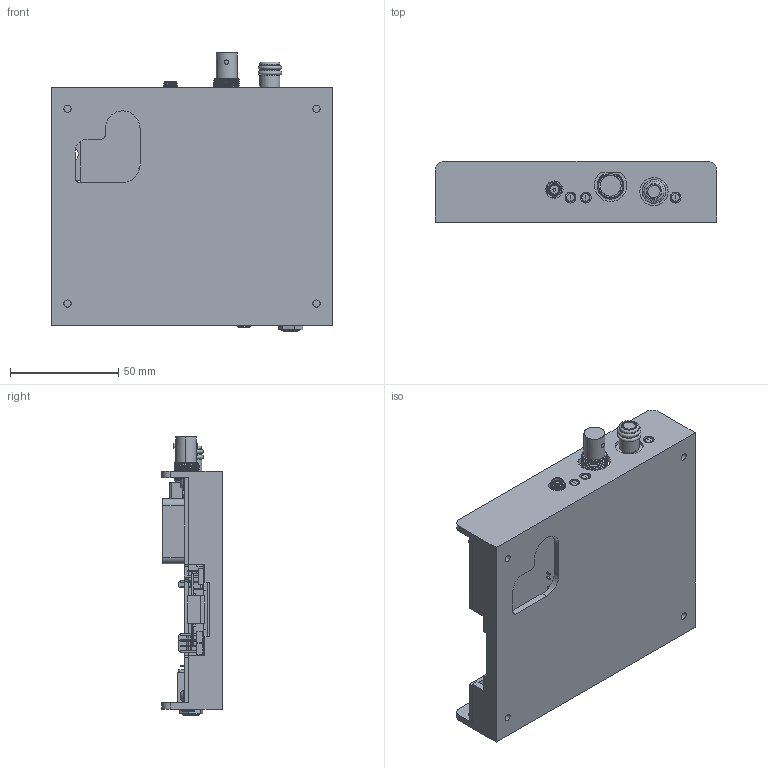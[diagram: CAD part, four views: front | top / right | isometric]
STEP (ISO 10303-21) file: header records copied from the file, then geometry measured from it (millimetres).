
FILE_DESCRIPTION (( 'STEP AP203' ), '1' );
FILE_NAME ('CCS_v3-Butterfly.STEP', '2023-08-09T13:27:43', ( '' ), ( '' ), 'SwSTEP 2.0', 'SolidWorks 2021', '' );
FILE_SCHEMA (( 'CONFIG_CONTROL_DESIGN' ));
Length unit declared in the file: millimetre
Products named in the file (1): CCS_v3-Butterfly
Bounding box: 130 x 28 x 128.47 mm (x, y, z)
Surface area: 96104.6 mm2 (no closed solid volume)
Topology: 0 solids, 139 shells, 936 faces, 3250 edges, 2415 vertices
Faces by surface type: plane 665, cylinder 153, bspline 68, cone 32, sphere 13, torus 5
Full cylindrical faces by diameter (mm): 1.6 x1, 1.8 x1, 2.015 x1, 2.05 x8, 2.5 x2, 2.54 x4, 3.004 x1, 3.2 x4, 3.3 x4, 4.068 x1, 5 x3, 5.7 x9, 6 x1, 6.7 x1, 7 x3, 8 x3, 9.3 x3, 11 x1, 13 x1, 24 x1, 26 x1
Entity records: 43625 total; most frequent: CARTESIAN_POINT 17107, ORIENTED_EDGE 4991, DIRECTION 4887, EDGE_CURVE 3167, VERTEX_POINT 2400, LINE 2271, VECTOR 2271, AXIS2_PLACEMENT_3D 1308
